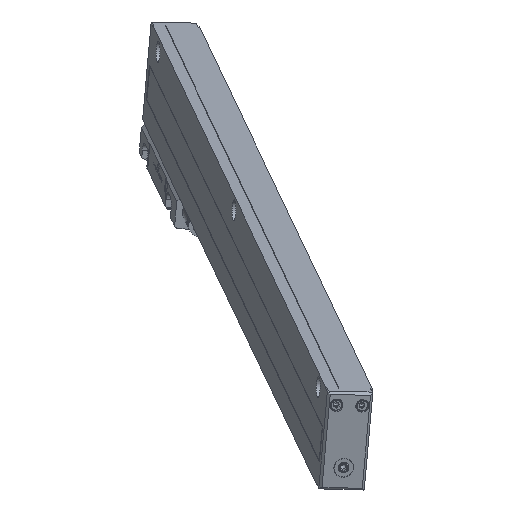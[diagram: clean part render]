
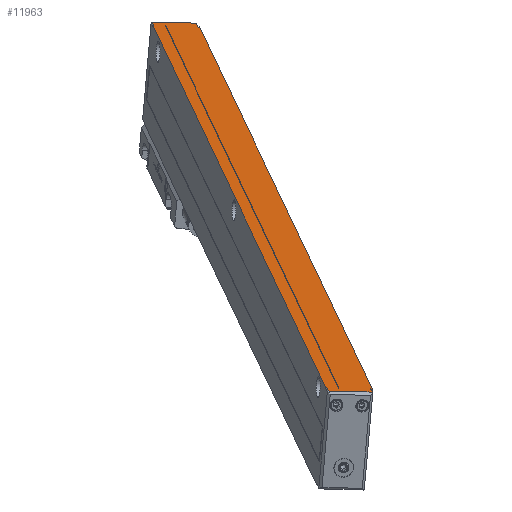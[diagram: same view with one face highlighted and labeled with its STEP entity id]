
A CAD part, top view. The second image highlights one B-rep face of the part: STEP entity #11963.
In plain terms, the highlighted planar face has unit normal (0.084, 0.941, 0.328).
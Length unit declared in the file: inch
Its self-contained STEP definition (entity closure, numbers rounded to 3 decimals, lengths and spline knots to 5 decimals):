
#427=FACE_BOUND('',#4111,.T.);
#1100=LINE('',#18666,#2212);
#1123=LINE('',#18730,#2235);
#1161=LINE('',#18806,#2273);
#1236=LINE('',#18991,#2348);
#1238=LINE('',#18996,#2350);
#1239=LINE('',#18998,#2351);
#1240=LINE('',#19000,#2352);
#1241=LINE('',#19001,#2353);
#1242=LINE('',#19003,#2354);
#1243=LINE('',#19005,#2355);
#1244=LINE('',#19007,#2356);
#1245=LINE('',#19009,#2357);
#1246=LINE('',#19010,#2358);
#1247=LINE('',#19011,#2359);
#1248=LINE('',#19012,#2360);
#1249=LINE('',#19013,#2361);
#2212=VECTOR('',#14937,0.3937);
#2235=VECTOR('',#15002,0.3937);
#2273=VECTOR('',#15056,0.3937);
#2348=VECTOR('',#15229,0.3937);
#2350=VECTOR('',#15233,0.3937);
#2351=VECTOR('',#15234,0.3937);
#2352=VECTOR('',#15235,0.3937);
#2353=VECTOR('',#15236,0.3937);
#2354=VECTOR('',#15237,0.3937);
#2355=VECTOR('',#15238,0.3937);
#2356=VECTOR('',#15239,0.3937);
#2357=VECTOR('',#15240,0.3937);
#2358=VECTOR('',#15241,0.3937);
#2359=VECTOR('',#15242,0.3937);
#2360=VECTOR('',#15243,0.3937);
#2361=VECTOR('',#15244,0.3937);
#2924=PLANE('',#12832);
#3422=FACE_OUTER_BOUND('',#4110,.T.);
#4110=EDGE_LOOP('',(#9436,#9437,#9438,#9439,#9440,#9441,#9442,#9443,#9444,
#9445,#9446,#9447));
#4111=EDGE_LOOP('',(#9448,#9449,#9450,#9451));
#5488=VERTEX_POINT('',#18663);
#5489=VERTEX_POINT('',#18665);
#5508=VERTEX_POINT('',#18727);
#5509=VERTEX_POINT('',#18729);
#5538=VERTEX_POINT('',#18803);
#5539=VERTEX_POINT('',#18805);
#5599=VERTEX_POINT('',#18988);
#5600=VERTEX_POINT('',#18990);
#5601=VERTEX_POINT('',#18994);
#5602=VERTEX_POINT('',#18995);
#5603=VERTEX_POINT('',#18997);
#5604=VERTEX_POINT('',#18999);
#5605=VERTEX_POINT('',#19002);
#5606=VERTEX_POINT('',#19004);
#5607=VERTEX_POINT('',#19006);
#5608=VERTEX_POINT('',#19008);
#6860=EDGE_CURVE('',#5489,#5488,#1100,.T.);
#6892=EDGE_CURVE('',#5508,#5509,#1123,.T.);
#6930=EDGE_CURVE('',#5539,#5538,#1161,.T.);
#7027=EDGE_CURVE('',#5599,#5600,#1236,.T.);
#7029=EDGE_CURVE('',#5601,#5602,#1238,.T.);
#7030=EDGE_CURVE('',#5603,#5601,#1239,.T.);
#7031=EDGE_CURVE('',#5604,#5603,#1240,.T.);
#7032=EDGE_CURVE('',#5604,#5489,#1241,.T.);
#7033=EDGE_CURVE('',#5488,#5605,#1242,.T.);
#7034=EDGE_CURVE('',#5606,#5605,#1243,.T.);
#7035=EDGE_CURVE('',#5607,#5606,#1244,.T.);
#7036=EDGE_CURVE('',#5608,#5607,#1245,.T.);
#7037=EDGE_CURVE('',#5608,#5539,#1246,.T.);
#7038=EDGE_CURVE('',#5602,#5538,#1247,.T.);
#7039=EDGE_CURVE('',#5509,#5599,#1248,.T.);
#7040=EDGE_CURVE('',#5600,#5508,#1249,.T.);
#9436=ORIENTED_EDGE('',*,*,#7029,.F.);
#9437=ORIENTED_EDGE('',*,*,#7030,.F.);
#9438=ORIENTED_EDGE('',*,*,#7031,.F.);
#9439=ORIENTED_EDGE('',*,*,#7032,.T.);
#9440=ORIENTED_EDGE('',*,*,#6860,.T.);
#9441=ORIENTED_EDGE('',*,*,#7033,.T.);
#9442=ORIENTED_EDGE('',*,*,#7034,.F.);
#9443=ORIENTED_EDGE('',*,*,#7035,.F.);
#9444=ORIENTED_EDGE('',*,*,#7036,.F.);
#9445=ORIENTED_EDGE('',*,*,#7037,.T.);
#9446=ORIENTED_EDGE('',*,*,#6930,.T.);
#9447=ORIENTED_EDGE('',*,*,#7038,.F.);
#9448=ORIENTED_EDGE('',*,*,#7027,.F.);
#9449=ORIENTED_EDGE('',*,*,#7039,.F.);
#9450=ORIENTED_EDGE('',*,*,#6892,.F.);
#9451=ORIENTED_EDGE('',*,*,#7040,.F.);
#11963=ADVANCED_FACE('',(#3422,#427),#2924,.T.);
#12832=AXIS2_PLACEMENT_3D('',#18993,#15231,#15232);
#14937=DIRECTION('',(-0.161,0.338,-0.927));
#15002=DIRECTION('',(-0.161,0.338,-0.927));
#15056=DIRECTION('',(0.161,-0.338,0.927));
#15229=DIRECTION('',(0.161,-0.338,0.927));
#15231=DIRECTION('center_axis',(0.084,0.941,0.328));
#15232=DIRECTION('ref_axis',(-0.983,0.025,0.179));
#15233=DIRECTION('',(-0.161,0.338,-0.927));
#15234=DIRECTION('',(-0.983,0.025,0.179));
#15235=DIRECTION('',(0.161,-0.338,0.927));
#15236=DIRECTION('',(0.983,-0.025,-0.179));
#15237=DIRECTION('',(-0.983,0.025,0.179));
#15238=DIRECTION('',(0.161,-0.338,0.927));
#15239=DIRECTION('',(0.983,-0.025,-0.179));
#15240=DIRECTION('',(-0.161,0.338,-0.927));
#15241=DIRECTION('',(-0.983,0.025,0.179));
#15242=DIRECTION('',(-0.983,0.025,0.179));
#15243=DIRECTION('',(-0.983,0.025,0.179));
#15244=DIRECTION('',(0.983,-0.025,-0.179));
#18663=CARTESIAN_POINT('',(1.58408,2.05508,-2.71517));
#18665=CARTESIAN_POINT('',(4.17493,-3.39724,12.2553));
#18666=CARTESIAN_POINT('',(4.17493,-3.39724,12.2553));
#18727=CARTESIAN_POINT('',(3.67157,-3.38455,12.34704));
#18729=CARTESIAN_POINT('',(1.08072,2.06778,-2.62344));
#18730=CARTESIAN_POINT('',(3.67157,-3.38455,12.34704));
#18803=CARTESIAN_POINT('',(3.47797,-3.37966,12.38232));
#18805=CARTESIAN_POINT('',(0.88712,2.07266,-2.58815));
#18806=CARTESIAN_POINT('',(0.88712,2.07266,-2.58815));
#18988=CARTESIAN_POINT('',(1.07298,2.06797,-2.62203));
#18990=CARTESIAN_POINT('',(3.66382,-3.38435,12.34845));
#18991=CARTESIAN_POINT('',(1.07298,2.06797,-2.62203));
#18993=CARTESIAN_POINT('Origin',(1.07298,2.06797,-2.62203));
#18994=CARTESIAN_POINT('',(3.51486,-3.43315,12.52626));
#18995=CARTESIAN_POINT('',(3.48958,-3.37996,12.38021));
#18996=CARTESIAN_POINT('',(3.48958,-3.37996,12.38021));
#18997=CARTESIAN_POINT('',(4.1731,-3.44975,12.4063));
#18998=CARTESIAN_POINT('',(4.01435,-3.44575,12.43523));
#18999=CARTESIAN_POINT('',(4.14782,-3.39656,12.26024));
#19000=CARTESIAN_POINT('',(4.14782,-3.39656,12.26024));
#19001=CARTESIAN_POINT('',(3.67157,-3.38455,12.34704));
#19002=CARTESIAN_POINT('',(1.55698,2.05576,-2.71023));
#19003=CARTESIAN_POINT('',(1.08072,2.06778,-2.62344));
#19004=CARTESIAN_POINT('',(1.5317,2.10896,-2.85629));
#19005=CARTESIAN_POINT('',(1.55698,2.05576,-2.71023));
#19006=CARTESIAN_POINT('',(0.87346,2.12556,-2.73632));
#19007=CARTESIAN_POINT('',(1.03221,2.12155,-2.76526));
#19008=CARTESIAN_POINT('',(0.89874,2.07237,-2.59027));
#19009=CARTESIAN_POINT('',(0.89874,2.07237,-2.59027));
#19010=CARTESIAN_POINT('',(1.07298,2.06797,-2.62203));
#19011=CARTESIAN_POINT('',(3.66382,-3.38435,12.34845));
#19012=CARTESIAN_POINT('',(1.56859,2.05547,-2.71235));
#19013=CARTESIAN_POINT('',(3.47797,-3.37966,12.38232));
